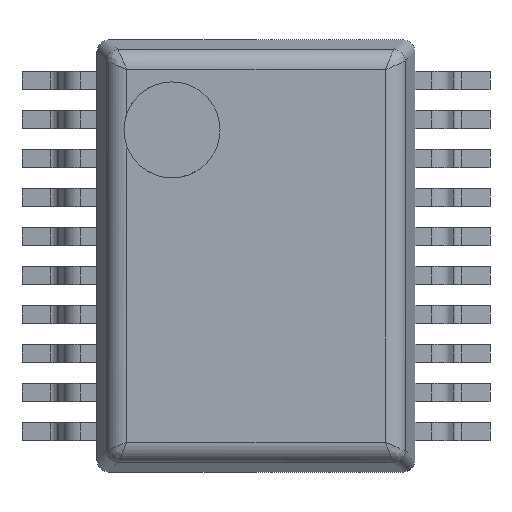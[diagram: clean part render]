
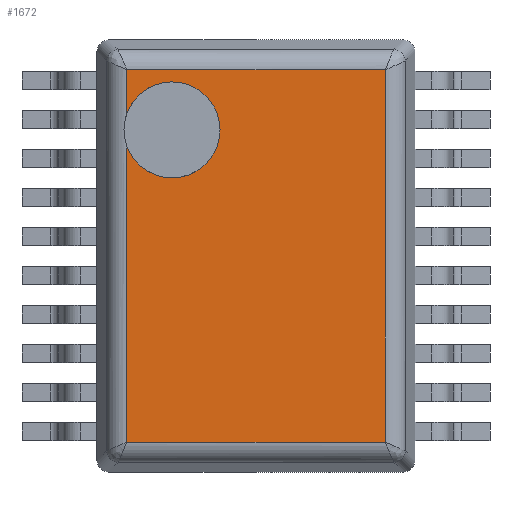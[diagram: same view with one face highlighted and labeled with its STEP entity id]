
A CAD part, top view. The second image highlights one B-rep face of the part: STEP entity #1672.
In plain terms, the highlighted face is planar.
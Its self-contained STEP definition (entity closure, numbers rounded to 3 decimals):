
#666=DIRECTION('',(0.,0.,1.));
#667=VECTOR('',#666,0.735);
#668=CARTESIAN_POINT('',(-2.154,0.85,-3.104));
#669=LINE('',#668,#667);
#673=DIRECTION('',(-1.,0.,0.));
#674=VECTOR('',#673,4.307);
#675=CARTESIAN_POINT('',(2.154,0.85,-3.104));
#676=LINE('',#675,#674);
#680=DIRECTION('',(0.,0.,-1.));
#681=VECTOR('',#680,6.207);
#682=CARTESIAN_POINT('',(2.154,0.85,3.104));
#683=LINE('',#682,#681);
#687=DIRECTION('',(1.,0.,0.));
#688=VECTOR('',#687,4.307);
#689=CARTESIAN_POINT('',(-2.154,0.85,3.104));
#690=LINE('',#689,#688);
#694=DIRECTION('',(0.,0.,1.));
#695=VECTOR('',#694,4.935);
#696=CARTESIAN_POINT('',(-2.154,0.85,-1.832));
#697=LINE('',#696,#695);
#701=CARTESIAN_POINT('',(-1.4,0.85,-2.1));
#702=DIRECTION('',(0.,-1.,0.));
#703=DIRECTION('',(1.,0.,0.));
#704=AXIS2_PLACEMENT_3D('',#701,#702,#703);
#709=CARTESIAN_POINT('',(-1.4,0.85,-2.1));
#710=DIRECTION('',(0.,-1.,0.));
#711=DIRECTION('',(-0.942,0.,-0.335));
#712=AXIS2_PLACEMENT_3D('',#709,#710,#711);
#850=CARTESIAN_POINT('',(-2.154,0.85,-1.832));
#947=CARTESIAN_POINT('',(-0.6,0.85,-2.1));
#948=VERTEX_POINT('',#947);
#957=CARTESIAN_POINT('',(-2.154,0.85,-3.104));
#958=CARTESIAN_POINT('',(-2.154,0.85,-2.368));
#959=VERTEX_POINT('',#957);
#960=VERTEX_POINT('',#958);
#965=CARTESIAN_POINT('',(2.154,0.85,3.104));
#966=CARTESIAN_POINT('',(2.154,0.85,-3.104));
#967=VERTEX_POINT('',#965);
#968=VERTEX_POINT('',#966);
#1032=CARTESIAN_POINT('',(-2.154,0.85,3.104));
#1033=VERTEX_POINT('',#1032);
#1051=VERTEX_POINT('',#850);
#1655=CARTESIAN_POINT('',(0.,0.85,0.));
#1656=DIRECTION('',(0.,1.,0.));
#1657=DIRECTION('',(1.,0.,0.));
#1658=AXIS2_PLACEMENT_3D('',#1655,#1656,#1657);
#1659=PLANE('',#1658);
#1660=ORIENTED_EDGE('',*,*,#1633,.F.);
#1662=ORIENTED_EDGE('',*,*,#1661,.F.);
#1663=ORIENTED_EDGE('',*,*,#1500,.F.);
#1665=ORIENTED_EDGE('',*,*,#1664,.F.);
#1666=ORIENTED_EDGE('',*,*,#1626,.F.);
#1668=ORIENTED_EDGE('',*,*,#1667,.F.);
#1669=ORIENTED_EDGE('',*,*,#1644,.F.);
#1670=EDGE_LOOP('',(#1660,#1662,#1663,#1665,#1666,#1668,#1669));
#1671=FACE_OUTER_BOUND('',#1670,.F.);
#705=CIRCLE('',#704,0.8);
#713=CIRCLE('',#712,0.8);
#1500=EDGE_CURVE('',#967,#968,#683,.T.);
#1626=EDGE_CURVE('',#1051,#1033,#697,.T.);
#1633=EDGE_CURVE('',#959,#960,#669,.T.);
#1644=EDGE_CURVE('',#960,#948,#713,.T.);
#1661=EDGE_CURVE('',#968,#959,#676,.T.);
#1664=EDGE_CURVE('',#1033,#967,#690,.T.);
#1667=EDGE_CURVE('',#948,#1051,#705,.T.);
#1672=ADVANCED_FACE('',(#1671),#1659,.T.);
